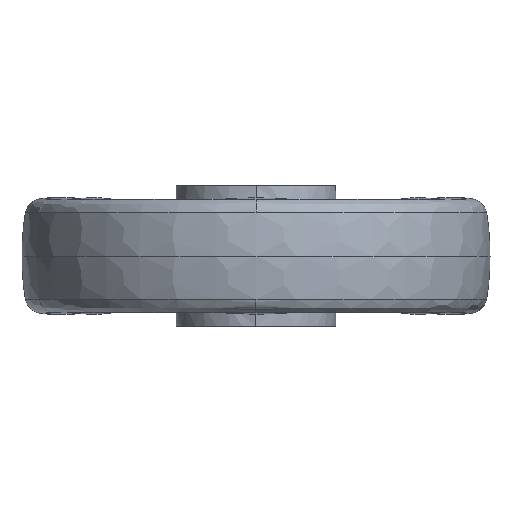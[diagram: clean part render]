
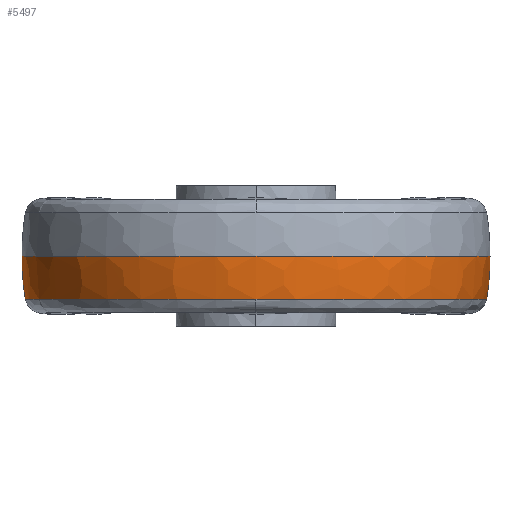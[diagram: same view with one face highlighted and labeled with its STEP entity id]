
A CAD part, left-side view. The second image highlights one B-rep face of the part: STEP entity #5497.
In plain terms, the highlighted toroidal (fillet/blend) face has major radius 4.992 mm and minor radius 105 mm.
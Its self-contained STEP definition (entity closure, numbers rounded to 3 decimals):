
#470 = CARTESIAN_POINT ( 'NONE',  ( 0., 0., -18.561 ) ) ;
#474 = EDGE_CURVE ( 'NONE', #7039, #5610, #4331, .T. ) ;
#1221 = CIRCLE ( 'NONE', #5157, 105. ) ;
#1798 = VERTEX_POINT ( 'NONE', #2954 ) ;
#1880 = DIRECTION ( 'NONE',  ( -1., 0., 0. ) ) ;
#2428 = CIRCLE ( 'NONE', #7964, 98.58 ) ;
#2698 = EDGE_CURVE ( 'NONE', #4049, #3742, #1221, .T. ) ;
#2700 = CARTESIAN_POINT ( 'NONE',  ( 0., 100., 0. ) ) ;
#2898 = AXIS2_PLACEMENT_3D ( 'NONE', #3807, #10122, #9243 ) ;
#2954 = CARTESIAN_POINT ( 'NONE',  ( -98.58, 0., -18.561 ) ) ;
#3150 = EDGE_CURVE ( 'NONE', #3742, #5610, #7275, .T. ) ;
#3443 = DIRECTION ( 'NONE',  ( 0., 0., 1. ) ) ;
#3570 = DIRECTION ( 'NONE',  ( 0., 0., 1. ) ) ;
#3742 = VERTEX_POINT ( 'NONE', #2700 ) ;
#3807 = CARTESIAN_POINT ( 'NONE',  ( 0., 0., 0. ) ) ;
#3809 = ORIENTED_EDGE ( 'NONE', *, *, #3827, .T. ) ;
#3827 = EDGE_CURVE ( 'NONE', #4049, #1798, #6323, .T. ) ;
#3846 = DIRECTION ( 'NONE',  ( 0., 0., -1. ) ) ;
#4009 = FACE_OUTER_BOUND ( 'NONE', #8072, .T. ) ;
#4049 = VERTEX_POINT ( 'NONE', #9409 ) ;
#4331 = CIRCLE ( 'NONE', #5616, 105. ) ;
#4931 = CARTESIAN_POINT ( 'NONE',  ( 0., 0., -1.304 ) ) ;
#5006 = AXIS2_PLACEMENT_3D ( 'NONE', #4931, #9602, #7323 ) ;
#5091 = CARTESIAN_POINT ( 'NONE',  ( 0., -98.58, -18.561 ) ) ;
#5134 = CARTESIAN_POINT ( 'NONE',  ( 0., 0., -18.561 ) ) ;
#5157 = AXIS2_PLACEMENT_3D ( 'NONE', #7629, #7693, #3846 ) ;
#5227 = ORIENTED_EDGE ( 'NONE', *, *, #2698, .F. ) ;
#5246 = DIRECTION ( 'NONE',  ( 1., 0., 0. ) ) ;
#5497 = ADVANCED_FACE ( 'NONE', ( #4009 ), #9754, .T. ) ;
#5610 = VERTEX_POINT ( 'NONE', #6501 ) ;
#5616 = AXIS2_PLACEMENT_3D ( 'NONE', #7304, #1880, #3443 ) ;
#6323 = CIRCLE ( 'NONE', #9788, 98.58 ) ;
#6501 = CARTESIAN_POINT ( 'NONE',  ( 0., -100., 0. ) ) ;
#6525 = EDGE_CURVE ( 'NONE', #1798, #7039, #2428, .T. ) ;
#6936 = ORIENTED_EDGE ( 'NONE', *, *, #3150, .F. ) ;
#6950 = ORIENTED_EDGE ( 'NONE', *, *, #6525, .T. ) ;
#7039 = VERTEX_POINT ( 'NONE', #5091 ) ;
#7275 = CIRCLE ( 'NONE', #2898, 100. ) ;
#7304 = CARTESIAN_POINT ( 'NONE',  ( 0., 4.992, -1.304 ) ) ;
#7323 = DIRECTION ( 'NONE',  ( 0., -1., 0. ) ) ;
#7629 = CARTESIAN_POINT ( 'NONE',  ( 0., -4.992, -1.304 ) ) ;
#7693 = DIRECTION ( 'NONE',  ( 1., 0., 0. ) ) ;
#7964 = AXIS2_PLACEMENT_3D ( 'NONE', #5134, #10050, #5246 ) ;
#8072 = EDGE_LOOP ( 'NONE', ( #5227, #3809, #6950, #9022, #6936 ) ) ;
#9022 = ORIENTED_EDGE ( 'NONE', *, *, #474, .T. ) ;
#9243 = DIRECTION ( 'NONE',  ( 0., -1., 0. ) ) ;
#9409 = CARTESIAN_POINT ( 'NONE',  ( 0., 98.58, -18.561 ) ) ;
#9602 = DIRECTION ( 'NONE',  ( 0., 0., 1. ) ) ;
#9712 = DIRECTION ( 'NONE',  ( 1., 0., 0. ) ) ;
#9754 = TOROIDAL_SURFACE ( 'NONE', #5006, -4.992, 105. ) ;
#9788 = AXIS2_PLACEMENT_3D ( 'NONE', #470, #3570, #9712 ) ;
#10050 = DIRECTION ( 'NONE',  ( 0., 0., 1. ) ) ;
#10122 = DIRECTION ( 'NONE',  ( 0., 0., 1. ) ) ;
